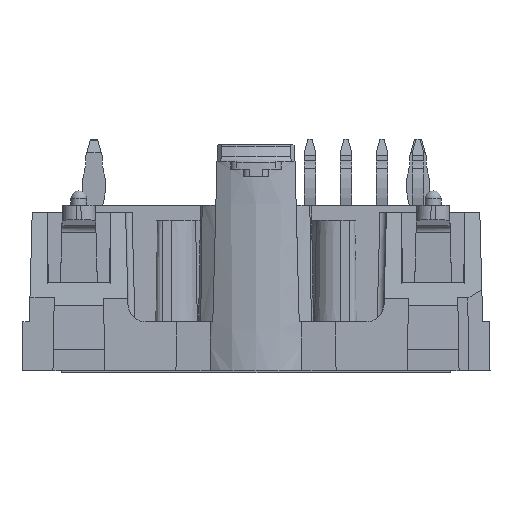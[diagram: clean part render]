
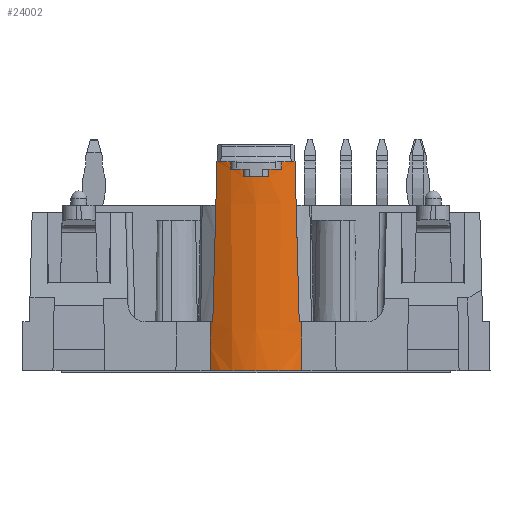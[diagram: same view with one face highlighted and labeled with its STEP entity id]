
A CAD part, left-side view. The second image highlights one B-rep face of the part: STEP entity #24002.
In plain terms, the highlighted conical face has half-angle 0.516 degrees and reference radius 5.5 mm.
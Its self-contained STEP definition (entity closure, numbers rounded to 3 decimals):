
#42=ELLIPSE('',#24930,283.039,6.957);
#47=ELLIPSE('',#24936,283.039,6.957);
#158=ELLIPSE('',#25282,248.172,3.71);
#159=ELLIPSE('',#25285,248.172,3.71);
#300=B_SPLINE_CURVE_WITH_KNOTS('',3,(#32419,#32420,#32421,#32422),
 .UNSPECIFIED.,.F.,.F.,(4,4),(0.002,0.002),
 .UNSPECIFIED.);
#301=B_SPLINE_CURVE_WITH_KNOTS('',3,(#32430,#32431,#32432,#32433),
 .UNSPECIFIED.,.F.,.F.,(4,4),(0.002,0.003),
 .UNSPECIFIED.);
#302=B_SPLINE_CURVE_WITH_KNOTS('',3,(#32441,#32442,#32443,#32444),
 .UNSPECIFIED.,.F.,.F.,(4,4),(0.002,0.002),
 .UNSPECIFIED.);
#303=B_SPLINE_CURVE_WITH_KNOTS('',3,(#32452,#32453,#32454,#32455),
 .UNSPECIFIED.,.F.,.F.,(4,4),(0.002,0.002),
 .UNSPECIFIED.);
#1328=CIRCLE('',#24938,5.6);
#1329=CIRCLE('',#24941,5.595);
#1330=CIRCLE('',#24944,5.591);
#1331=CIRCLE('',#24947,5.595);
#1332=CIRCLE('',#24950,5.6);
#1361=CIRCLE('',#25202,5.5);
#1363=CIRCLE('',#25205,5.5);
#1394=CIRCLE('',#25284,5.469);
#2923=ORIENTED_EDGE('',*,*,#7271,.T.);
#2924=ORIENTED_EDGE('',*,*,#7269,.T.);
#2925=ORIENTED_EDGE('',*,*,#7267,.T.);
#2926=ORIENTED_EDGE('',*,*,#7265,.T.);
#2927=ORIENTED_EDGE('',*,*,#7263,.T.);
#2928=ORIENTED_EDGE('',*,*,#7261,.T.);
#2929=ORIENTED_EDGE('',*,*,#7259,.T.);
#2930=ORIENTED_EDGE('',*,*,#7257,.T.);
#2931=ORIENTED_EDGE('',*,*,#7255,.T.);
#2932=ORIENTED_EDGE('',*,*,#7253,.F.);
#2933=ORIENTED_EDGE('',*,*,#7611,.T.);
#2934=ORIENTED_EDGE('',*,*,#7709,.T.);
#2935=ORIENTED_EDGE('',*,*,#7711,.F.);
#2936=ORIENTED_EDGE('',*,*,#7712,.F.);
#2937=ORIENTED_EDGE('',*,*,#7614,.T.);
#2938=ORIENTED_EDGE('',*,*,#7248,.F.);
#7248=EDGE_CURVE('',#9790,#9791,#42,.F.);
#7253=EDGE_CURVE('',#9792,#9793,#47,.F.);
#7255=EDGE_CURVE('',#9794,#9793,#1328,.T.);
#7257=EDGE_CURVE('',#9795,#9794,#300,.T.);
#7259=EDGE_CURVE('',#9796,#9795,#1329,.T.);
#7261=EDGE_CURVE('',#9797,#9796,#301,.T.);
#7263=EDGE_CURVE('',#9798,#9797,#1330,.T.);
#7265=EDGE_CURVE('',#9799,#9798,#302,.T.);
#7267=EDGE_CURVE('',#9800,#9799,#1331,.T.);
#7269=EDGE_CURVE('',#9801,#9800,#303,.T.);
#7271=EDGE_CURVE('',#9790,#9801,#1332,.T.);
#7611=EDGE_CURVE('',#9792,#10044,#1361,.T.);
#7614=EDGE_CURVE('',#10046,#9791,#1363,.T.);
#7709=EDGE_CURVE('',#10044,#10100,#158,.F.);
#7711=EDGE_CURVE('',#10101,#10100,#1394,.T.);
#7712=EDGE_CURVE('',#10046,#10101,#159,.T.);
#9790=VERTEX_POINT('',#32402);
#9791=VERTEX_POINT('',#32404);
#9792=VERTEX_POINT('',#32410);
#9793=VERTEX_POINT('',#32412);
#9794=VERTEX_POINT('',#32416);
#9795=VERTEX_POINT('',#32423);
#9796=VERTEX_POINT('',#32427);
#9797=VERTEX_POINT('',#32434);
#9798=VERTEX_POINT('',#32438);
#9799=VERTEX_POINT('',#32445);
#9800=VERTEX_POINT('',#32449);
#9801=VERTEX_POINT('',#32456);
#10044=VERTEX_POINT('',#33156);
#10046=VERTEX_POINT('',#33161);
#10100=VERTEX_POINT('',#33355);
#10101=VERTEX_POINT('',#33360);
#15223=EDGE_LOOP('',(#2923,#2924,#2925,#2926,#2927,#2928,#2929,#2930,#2931,
#2932,#2933,#2934,#2935,#2936,#2937,#2938));
#16251=FACE_BOUND('',#15223,.T.);
#17036=CONICAL_SURFACE('',#25283,5.5,0.009);
#24002=ADVANCED_FACE('',(#16251),#17036,.T.);
#24930=AXIS2_PLACEMENT_3D('',#32403,#27008,#27009);
#24936=AXIS2_PLACEMENT_3D('',#32411,#27020,#27021);
#24938=AXIS2_PLACEMENT_3D('',#32415,#27025,#27026);
#24941=AXIS2_PLACEMENT_3D('',#32426,#27033,#27034);
#24944=AXIS2_PLACEMENT_3D('',#32437,#27041,#27042);
#24947=AXIS2_PLACEMENT_3D('',#32448,#27049,#27050);
#24950=AXIS2_PLACEMENT_3D('',#32459,#27057,#27058);
#25202=AXIS2_PLACEMENT_3D('',#33157,#27764,#27765);
#25205=AXIS2_PLACEMENT_3D('',#33163,#27771,#27772);
#25282=AXIS2_PLACEMENT_3D('',#33356,#27987,#27988);
#25283=AXIS2_PLACEMENT_3D('',#33358,#27990,#27991);
#25284=AXIS2_PLACEMENT_3D('',#33359,#27992,#27993);
#25285=AXIS2_PLACEMENT_3D('',#33361,#27994,#27995);
#27008=DIRECTION('',(0.,1.,-0.026));
#27009=DIRECTION('',(0.,0.026,1.));
#27020=DIRECTION('',(0.,-1.,-0.026));
#27021=DIRECTION('',(0.,-0.026,1.));
#27025=DIRECTION('',(0.,0.,-1.));
#27026=DIRECTION('',(-1.,0.,0.));
#27033=DIRECTION('',(0.,0.,-1.));
#27034=DIRECTION('',(-1.,0.,0.));
#27041=DIRECTION('',(0.,0.,-1.));
#27042=DIRECTION('',(-1.,0.,0.));
#27049=DIRECTION('',(0.,0.,-1.));
#27050=DIRECTION('',(-1.,0.,0.));
#27057=DIRECTION('',(0.,0.,-1.));
#27058=DIRECTION('',(-1.,0.,0.));
#27764=DIRECTION('',(0.,0.,-1.));
#27765=DIRECTION('',(-1.,0.,0.));
#27771=DIRECTION('',(0.,0.,-1.));
#27772=DIRECTION('',(-1.,0.,0.));
#27987=DIRECTION('',(1.,0.,0.017));
#27988=DIRECTION('',(-0.017,0.,1.));
#27990=DIRECTION('',(0.,0.,1.));
#27991=DIRECTION('',(-1.,0.,0.));
#27992=DIRECTION('',(0.,0.,-1.));
#27993=DIRECTION('',(-1.,0.,0.));
#27994=DIRECTION('',(1.,0.,0.017));
#27995=DIRECTION('',(-0.017,0.,1.));
#32402=CARTESIAN_POINT('',(-32.401,-2.709,14.5));
#32403=CARTESIAN_POINT('',(-27.5,2.549,215.309));
#32404=CARTESIAN_POINT('',(-32.11,-3.,3.4));
#32410=CARTESIAN_POINT('',(-32.11,3.,3.4));
#32411=CARTESIAN_POINT('',(-27.5,-2.549,215.309));
#32412=CARTESIAN_POINT('',(-32.401,2.709,14.5));
#32415=CARTESIAN_POINT('',(-27.5,0.,14.5));
#32416=CARTESIAN_POINT('',(-32.82,1.75,14.5));
#32419=CARTESIAN_POINT('',(-32.815,1.75,14.));
#32420=CARTESIAN_POINT('',(-32.816,1.75,14.167));
#32421=CARTESIAN_POINT('',(-32.818,1.75,14.333));
#32422=CARTESIAN_POINT('',(-32.82,1.75,14.5));
#32423=CARTESIAN_POINT('',(-32.815,1.75,14.));
#32426=CARTESIAN_POINT('',(-27.5,0.,14.));
#32427=CARTESIAN_POINT('',(-33.023,0.9,14.));
#32430=CARTESIAN_POINT('',(-33.018,0.9,13.5));
#32431=CARTESIAN_POINT('',(-33.02,0.9,13.667));
#32432=CARTESIAN_POINT('',(-33.021,0.9,13.833));
#32433=CARTESIAN_POINT('',(-33.023,0.9,14.));
#32434=CARTESIAN_POINT('',(-33.018,0.9,13.5));
#32437=CARTESIAN_POINT('',(-27.5,0.,13.5));
#32438=CARTESIAN_POINT('',(-33.018,-0.9,13.5));
#32441=CARTESIAN_POINT('',(-33.023,-0.9,14.));
#32442=CARTESIAN_POINT('',(-33.021,-0.9,13.833));
#32443=CARTESIAN_POINT('',(-33.02,-0.9,13.667));
#32444=CARTESIAN_POINT('',(-33.018,-0.9,13.5));
#32445=CARTESIAN_POINT('',(-33.023,-0.9,14.));
#32448=CARTESIAN_POINT('',(-27.5,0.,14.));
#32449=CARTESIAN_POINT('',(-32.815,-1.75,14.));
#32452=CARTESIAN_POINT('',(-32.82,-1.75,14.5));
#32453=CARTESIAN_POINT('',(-32.818,-1.75,14.333));
#32454=CARTESIAN_POINT('',(-32.816,-1.75,14.167));
#32455=CARTESIAN_POINT('',(-32.815,-1.75,14.));
#32456=CARTESIAN_POINT('',(-32.82,-1.75,14.5));
#32459=CARTESIAN_POINT('',(-27.5,0.,14.5));
#33156=CARTESIAN_POINT('',(-32.,3.162,3.4));
#33157=CARTESIAN_POINT('',(-27.5,0.,3.4));
#33161=CARTESIAN_POINT('',(-32.,-3.162,3.4));
#33163=CARTESIAN_POINT('',(-27.5,0.,3.4));
#33355=CARTESIAN_POINT('',(-31.941,3.193,0.));
#33356=CARTESIAN_POINT('',(-29.735,0.,-126.336));
#33358=CARTESIAN_POINT('',(-27.5,0.,3.4));
#33359=CARTESIAN_POINT('',(-27.5,0.,0.));
#33360=CARTESIAN_POINT('',(-31.941,-3.193,0.));
#33361=CARTESIAN_POINT('',(-29.735,0.,-126.336));
